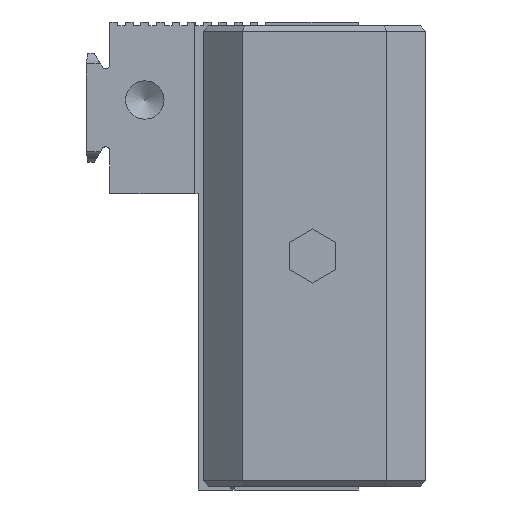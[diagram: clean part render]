
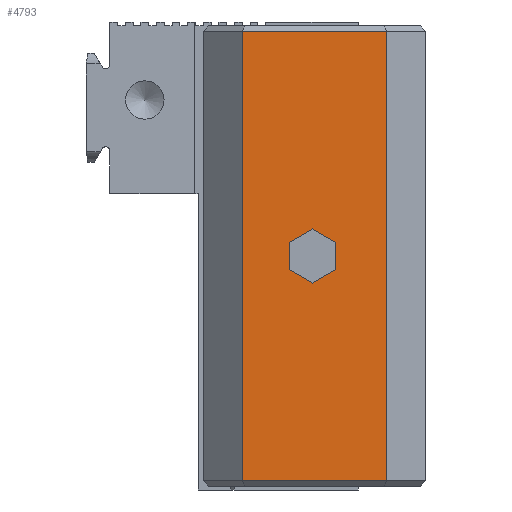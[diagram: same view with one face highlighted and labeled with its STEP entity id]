
A CAD part, left-side view. The second image highlights one B-rep face of the part: STEP entity #4793.
In plain terms, the highlighted planar face has unit normal (-1, 0, 0).
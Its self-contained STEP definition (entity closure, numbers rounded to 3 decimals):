
#25=FACE_BOUND('',#614,.T.);
#93=PLANE('',#5072);
#367=FACE_OUTER_BOUND('',#613,.T.);
#613=EDGE_LOOP('',(#3363,#3364,#3365,#3366));
#614=EDGE_LOOP('',(#3367,#3368,#3369,#3370,#3371,#3372));
#835=LINE('',#6774,#1377);
#838=LINE('',#6780,#1380);
#841=LINE('',#6786,#1383);
#844=LINE('',#6792,#1386);
#847=LINE('',#6798,#1389);
#850=LINE('',#6802,#1392);
#943=LINE('',#6990,#1485);
#966=LINE('',#7037,#1508);
#973=LINE('',#7049,#1515);
#974=LINE('',#7051,#1516);
#1377=VECTOR('',#5461,10.);
#1380=VECTOR('',#5466,10.);
#1383=VECTOR('',#5471,10.);
#1386=VECTOR('',#5476,10.);
#1389=VECTOR('',#5481,10.);
#1392=VECTOR('',#5486,10.);
#1485=VECTOR('',#5641,10.);
#1508=VECTOR('',#5678,10.);
#1515=VECTOR('',#5693,10.);
#1516=VECTOR('',#5696,10.);
#1983=VERTEX_POINT('',#6771);
#1984=VERTEX_POINT('',#6773);
#1986=VERTEX_POINT('',#6779);
#1988=VERTEX_POINT('',#6785);
#1990=VERTEX_POINT('',#6791);
#1992=VERTEX_POINT('',#6797);
#2054=VERTEX_POINT('',#6982);
#2056=VERTEX_POINT('',#6988);
#2071=VERTEX_POINT('',#7029);
#2073=VERTEX_POINT('',#7035);
#2440=EDGE_CURVE('',#1984,#1983,#835,.T.);
#2443=EDGE_CURVE('',#1986,#1984,#838,.T.);
#2446=EDGE_CURVE('',#1988,#1986,#841,.T.);
#2449=EDGE_CURVE('',#1990,#1988,#844,.T.);
#2452=EDGE_CURVE('',#1992,#1990,#847,.T.);
#2455=EDGE_CURVE('',#1983,#1992,#850,.T.);
#2548=EDGE_CURVE('',#2056,#2054,#943,.T.);
#2571=EDGE_CURVE('',#2073,#2071,#966,.T.);
#2578=EDGE_CURVE('',#2056,#2071,#973,.T.);
#2579=EDGE_CURVE('',#2054,#2073,#974,.T.);
#3363=ORIENTED_EDGE('',*,*,#2548,.F.);
#3364=ORIENTED_EDGE('',*,*,#2578,.T.);
#3365=ORIENTED_EDGE('',*,*,#2571,.F.);
#3366=ORIENTED_EDGE('',*,*,#2579,.F.);
#3367=ORIENTED_EDGE('',*,*,#2440,.T.);
#3368=ORIENTED_EDGE('',*,*,#2455,.T.);
#3369=ORIENTED_EDGE('',*,*,#2452,.T.);
#3370=ORIENTED_EDGE('',*,*,#2449,.T.);
#3371=ORIENTED_EDGE('',*,*,#2446,.T.);
#3372=ORIENTED_EDGE('',*,*,#2443,.T.);
#4793=ADVANCED_FACE('',(#367,#25),#93,.T.);
#5072=AXIS2_PLACEMENT_3D('',#7050,#5694,#5695);
#5461=DIRECTION('',(0.,0.866,-0.5));
#5466=DIRECTION('',(0.,0.,-1.));
#5471=DIRECTION('',(0.,-0.866,-0.5));
#5476=DIRECTION('',(0.,-0.866,0.5));
#5481=DIRECTION('',(0.,0.,1.));
#5486=DIRECTION('',(0.,0.866,0.5));
#5641=DIRECTION('',(0.,-1.,0.));
#5678=DIRECTION('',(0.,1.,0.));
#5693=DIRECTION('',(0.,0.,-1.));
#5694=DIRECTION('center_axis',(-1.,0.,0.));
#5695=DIRECTION('ref_axis',(0.,0.,-1.));
#5696=DIRECTION('',(0.,0.,-1.));
#6771=CARTESIAN_POINT('',(-47.,5.859,26.536));
#6773=CARTESIAN_POINT('',(-47.,2.859,28.268));
#6774=CARTESIAN_POINT('',(-47.,3.797,27.727));
#6779=CARTESIAN_POINT('',(-47.,2.859,31.732));
#6780=CARTESIAN_POINT('',(-47.,2.859,29.134));
#6785=CARTESIAN_POINT('',(-47.,5.859,33.464));
#6786=CARTESIAN_POINT('',(-47.,2.297,31.407));
#6791=CARTESIAN_POINT('',(-47.,8.859,31.732));
#6792=CARTESIAN_POINT('',(-47.,5.297,33.789));
#6797=CARTESIAN_POINT('',(-47.,8.859,28.268));
#6798=CARTESIAN_POINT('',(-47.,8.859,30.866));
#6802=CARTESIAN_POINT('',(-47.,6.797,27.077));
#6982=CARTESIAN_POINT('',(-47.,-3.641,58.8));
#6988=CARTESIAN_POINT('',(-47.,14.859,58.8));
#6990=CARTESIAN_POINT('',(-47.,10.503,58.8));
#7029=CARTESIAN_POINT('',(-47.,14.859,1.2));
#7035=CARTESIAN_POINT('',(-47.,-3.641,1.2));
#7037=CARTESIAN_POINT('',(-47.,10.503,1.2));
#7049=CARTESIAN_POINT('',(-47.,14.859,59.5));
#7050=CARTESIAN_POINT('Origin',(-47.,14.859,59.5));
#7051=CARTESIAN_POINT('',(-47.,-3.641,59.5));
